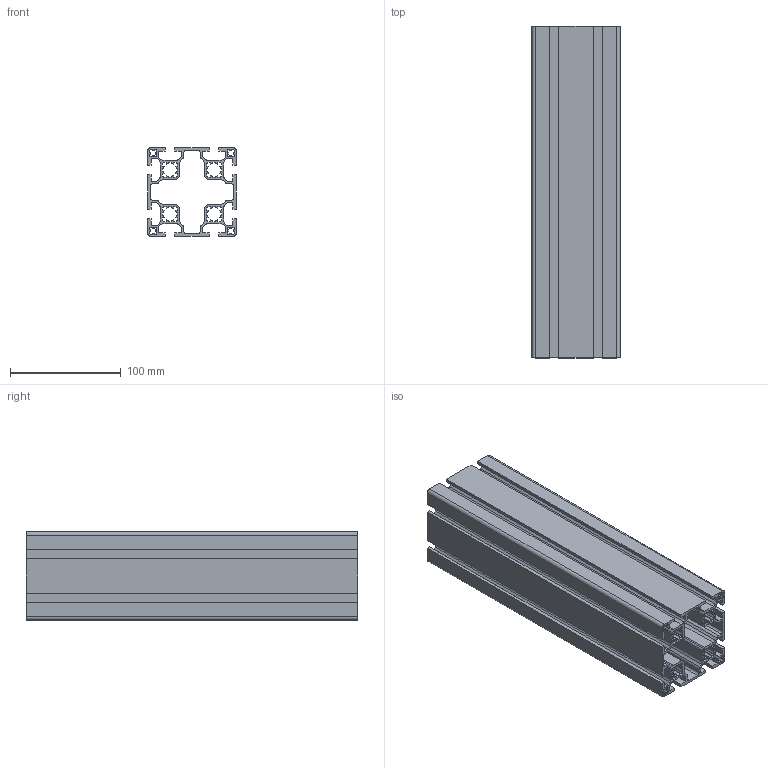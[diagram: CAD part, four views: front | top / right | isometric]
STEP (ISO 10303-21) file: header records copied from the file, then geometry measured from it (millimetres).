
FILE_DESCRIPTION (( 'STEP AP214' ), '1' );
FILE_NAME ('1727980743149.step', '2024-10-03T18:39:06', ( 'Windows User' ), ( '' ), 'SwSTEP 2.0', 'SolidWorks 2011', '' );
FILE_SCHEMA (( 'AUTOMOTIVE_DESIGN' ));
Length unit declared in the file: millimetre
Products named in the file (2): 1727980743149; 1.11.080080.83Lx300.00(1)
Assembly tree (1 placements, depth 2):
  1727980743149
    1.11.080080.83Lx300.00(1)
Bounding box: 80 x 300 x 80 mm (x, y, z)
Volume: 434919.5 mm3; surface area: 407035.9 mm2
Topology: 1 solids, 1 shells, 452 faces, 1350 edges, 900 vertices
Faces by surface type: plane 290, cylinder 162
Entity records: 15300 total; most frequent: CARTESIAN_POINT 2706, ORIENTED_EDGE 2700, DIRECTION 2586, EDGE_CURVE 1350, LINE 1026, VECTOR 1026, VERTEX_POINT 900, AXIS2_PLACEMENT_3D 780
